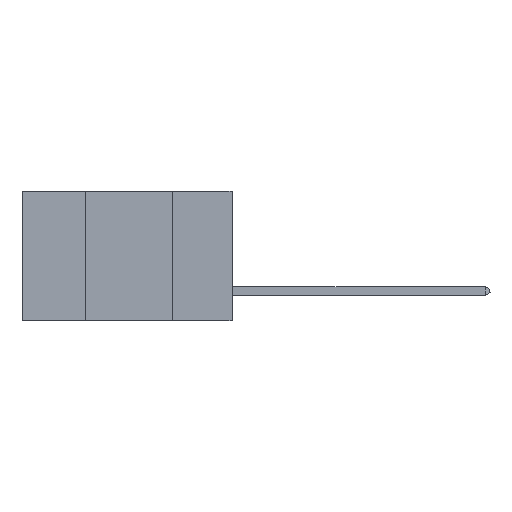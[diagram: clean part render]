
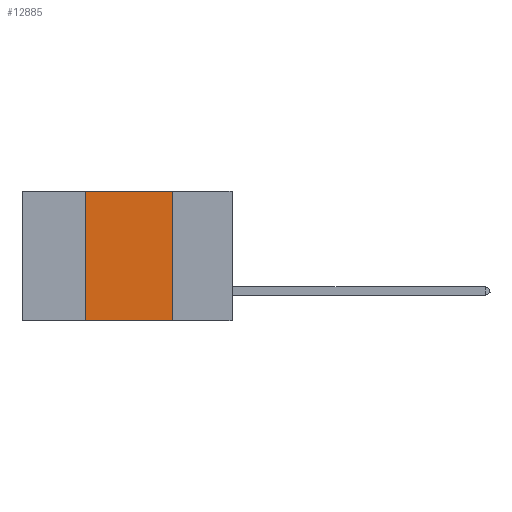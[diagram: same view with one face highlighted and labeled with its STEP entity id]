
A CAD part, left-side view. The second image highlights one B-rep face of the part: STEP entity #12885.
In plain terms, the highlighted planar face has unit normal (-1, 0, 0).
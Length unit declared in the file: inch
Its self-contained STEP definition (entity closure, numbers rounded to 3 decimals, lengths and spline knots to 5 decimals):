
#648 = PLANE ( 'NONE',  #6379 ) ;
#1425 = EDGE_CURVE ( 'NONE', #10936, #2688, #22484, .T. ) ;
#1463 = VERTEX_POINT ( 'NONE', #7250 ) ;
#1552 = VERTEX_POINT ( 'NONE', #22211 ) ;
#2284 = ORIENTED_EDGE ( 'NONE', *, *, #1425, .T. ) ;
#2630 = ORIENTED_EDGE ( 'NONE', *, *, #23486, .F. ) ;
#2688 = VERTEX_POINT ( 'NONE', #14139 ) ;
#3969 = DIRECTION ( 'NONE',  ( 0., -1., 0. ) ) ;
#4310 = CARTESIAN_POINT ( 'NONE',  ( 0., 0.42, 0. ) ) ;
#6379 = AXIS2_PLACEMENT_3D ( 'NONE', #16875, #7946, #17036 ) ;
#7250 = CARTESIAN_POINT ( 'NONE',  ( 0., 0.17, 0. ) ) ;
#7322 = CARTESIAN_POINT ( 'NONE',  ( 0., 0.6, -0.37 ) ) ;
#7751 = EDGE_LOOP ( 'NONE', ( #2630, #12301, #17016, #2284 ) ) ;
#7946 = DIRECTION ( 'NONE',  ( 1., 0., 0. ) ) ;
#10836 = VECTOR ( 'NONE', #3969, 39.37008 ) ;
#10936 = VERTEX_POINT ( 'NONE', #13584 ) ;
#12301 = ORIENTED_EDGE ( 'NONE', *, *, #20673, .F. ) ;
#12885 = ADVANCED_FACE ( 'NONE', ( #13797 ), #648, .F. ) ;
#13116 = VECTOR ( 'NONE', #22445, 39.37008 ) ;
#13584 = CARTESIAN_POINT ( 'NONE',  ( 0., 0.42, -0.37 ) ) ;
#13797 = FACE_OUTER_BOUND ( 'NONE', #7751, .T. ) ;
#14139 = CARTESIAN_POINT ( 'NONE',  ( 0., 0.17, -0.37 ) ) ;
#15082 = DIRECTION ( 'NONE',  ( 0., -1., 0. ) ) ;
#15164 = EDGE_CURVE ( 'NONE', #10936, #1552, #18208, .T. ) ;
#15658 = LINE ( 'NONE', #18630, #19919 ) ;
#16658 = LINE ( 'NONE', #19801, #22032 ) ;
#16875 = CARTESIAN_POINT ( 'NONE',  ( 0., 0.6, 0. ) ) ;
#17016 = ORIENTED_EDGE ( 'NONE', *, *, #15164, .F. ) ;
#17036 = DIRECTION ( 'NONE',  ( 0., 0., -1. ) ) ;
#18208 = LINE ( 'NONE', #4310, #13116 ) ;
#18630 = CARTESIAN_POINT ( 'NONE',  ( 0., 0.6, 0. ) ) ;
#19801 = CARTESIAN_POINT ( 'NONE',  ( 0., 0.17, 0. ) ) ;
#19919 = VECTOR ( 'NONE', #15082, 39.37008 ) ;
#20673 = EDGE_CURVE ( 'NONE', #1552, #1463, #15658, .T. ) ;
#21470 = DIRECTION ( 'NONE',  ( 0., 0., -1. ) ) ;
#22032 = VECTOR ( 'NONE', #21470, 39.37008 ) ;
#22211 = CARTESIAN_POINT ( 'NONE',  ( 0., 0.42, 0. ) ) ;
#22445 = DIRECTION ( 'NONE',  ( 0., 0., 1. ) ) ;
#22484 = LINE ( 'NONE', #7322, #10836 ) ;
#23486 = EDGE_CURVE ( 'NONE', #1463, #2688, #16658, .T. ) ;
